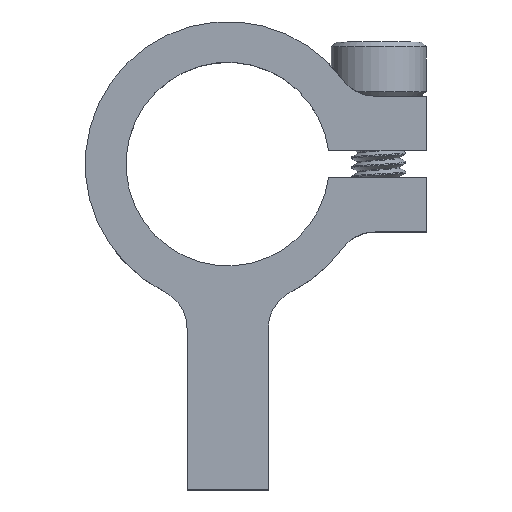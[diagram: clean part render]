
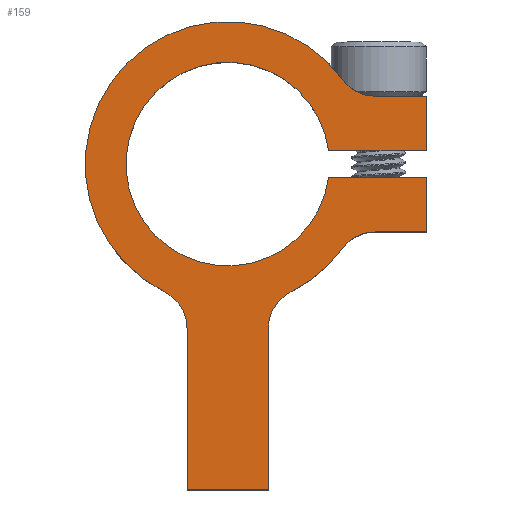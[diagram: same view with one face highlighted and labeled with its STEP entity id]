
A CAD part, top view. The second image highlights one B-rep face of the part: STEP entity #159.
In plain terms, the highlighted planar face has unit normal (0, 0, 1).
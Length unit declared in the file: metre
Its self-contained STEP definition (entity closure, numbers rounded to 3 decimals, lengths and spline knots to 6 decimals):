
#159 = ADVANCED_FACE( '', ( #329 ), #330, .T. );
#329 = FACE_OUTER_BOUND( '', #527, .T. );
#330 = PLANE( '', #528 );
#527 = EDGE_LOOP( '', ( #2556, #2557, #2558, #2559, #2560, #2561, #2562, #2563, #2564, #2565, #2566, #2567, #2568, #2569, #2570, #2571 ) );
#528 = AXIS2_PLACEMENT_3D( '', #2572, #2573, #2574 );
#2556 = ORIENTED_EDGE( '', *, *, #2904, .F. );
#2557 = ORIENTED_EDGE( '', *, *, #2920, .T. );
#2558 = ORIENTED_EDGE( '', *, *, #2948, .F. );
#2559 = ORIENTED_EDGE( '', *, *, #2959, .F. );
#2560 = ORIENTED_EDGE( '', *, *, #2960, .T. );
#2561 = ORIENTED_EDGE( '', *, *, #2961, .T. );
#2562 = ORIENTED_EDGE( '', *, *, #2962, .F. );
#2563 = ORIENTED_EDGE( '', *, *, #2890, .T. );
#2564 = ORIENTED_EDGE( '', *, *, #2927, .F. );
#2565 = ORIENTED_EDGE( '', *, *, #2963, .T. );
#2566 = ORIENTED_EDGE( '', *, *, #2884, .T. );
#2567 = ORIENTED_EDGE( '', *, *, #2964, .F. );
#2568 = ORIENTED_EDGE( '', *, *, #2879, .F. );
#2569 = ORIENTED_EDGE( '', *, *, #2965, .T. );
#2570 = ORIENTED_EDGE( '', *, *, #2966, .T. );
#2571 = ORIENTED_EDGE( '', *, *, #2967, .T. );
#2572 = CARTESIAN_POINT( '', ( 0., 0., 0.008 ) );
#2573 = DIRECTION( '', ( 0., 0., 1. ) );
#2574 = DIRECTION( '', ( 0., -1., 0. ) );
#2879 = EDGE_CURVE( '', #3071, #3073, #3074, .T. );
#2884 = EDGE_CURVE( '', #3082, #3080, #3083, .T. );
#2890 = EDGE_CURVE( '', #3087, #3091, #3093, .T. );
#2904 = EDGE_CURVE( '', #3116, #3118, #3119, .T. );
#2920 = EDGE_CURVE( '', #3116, #3141, #3143, .T. );
#2927 = EDGE_CURVE( '', #3154, #3091, #3156, .T. );
#2948 = EDGE_CURVE( '', #3187, #3141, #3189, .T. );
#2959 = EDGE_CURVE( '', #3205, #3187, #3206, .T. );
#2960 = EDGE_CURVE( '', #3205, #3207, #3208, .T. );
#2961 = EDGE_CURVE( '', #3207, #3209, #3210, .T. );
#2962 = EDGE_CURVE( '', #3087, #3209, #3211, .T. );
#2963 = EDGE_CURVE( '', #3154, #3082, #3212, .T. );
#2964 = EDGE_CURVE( '', #3073, #3080, #3213, .T. );
#2965 = EDGE_CURVE( '', #3071, #3214, #3215, .T. );
#2966 = EDGE_CURVE( '', #3214, #3216, #3217, .T. );
#2967 = EDGE_CURVE( '', #3216, #3118, #3218, .T. );
#3071 = VERTEX_POINT( '', #3351 );
#3073 = VERTEX_POINT( '', #3354 );
#3074 = CIRCLE( '', #3355, 0.0075 );
#3080 = VERTEX_POINT( '', #3363 );
#3082 = VERTEX_POINT( '', #3366 );
#3083 = LINE( '', #3367, #3368 );
#3087 = VERTEX_POINT( '', #3373 );
#3091 = VERTEX_POINT( '', #3378 );
#3093 = CIRCLE( '', #3381, 0.0105 );
#3116 = VERTEX_POINT( '', #3782 );
#3118 = VERTEX_POINT( '', #3785 );
#3119 = CIRCLE( '', #3786, 0.003 );
#3141 = VERTEX_POINT( '', #4055 );
#3143 = CIRCLE( '', #4058, 0.0105 );
#3154 = VERTEX_POINT( '', #4089 );
#3156 = CIRCLE( '', #4092, 0.003 );
#3187 = VERTEX_POINT( '', #4174 );
#3189 = CIRCLE( '', #4177, 0.003 );
#3205 = VERTEX_POINT( '', #4412 );
#3206 = LINE( '', #4413, #4414 );
#3207 = VERTEX_POINT( '', #4415 );
#3208 = LINE( '', #4416, #4417 );
#3209 = VERTEX_POINT( '', #4418 );
#3210 = LINE( '', #4419, #4420 );
#3211 = CIRCLE( '', #4421, 0.003 );
#3212 = LINE( '', #4422, #4423 );
#3213 = LINE( '', #4424, #4425 );
#3214 = VERTEX_POINT( '', #4426 );
#3215 = LINE( '', #4427, #4428 );
#3216 = VERTEX_POINT( '', #4429 );
#3217 = LINE( '', #4430, #4431 );
#3218 = LINE( '', #4432, #4433 );
#3351 = CARTESIAN_POINT( '', ( 0.007433, 0.001, 0.008 ) );
#3354 = CARTESIAN_POINT( '', ( 0.007433, -0.001, 0.008 ) );
#3355 = AXIS2_PLACEMENT_3D( '', #5418, #5419, #5420 );
#3363 = CARTESIAN_POINT( '', ( 0.014633, -0.001, 0.008 ) );
#3366 = CARTESIAN_POINT( '', ( 0.014633, -0.005, 0.008 ) );
#3367 = CARTESIAN_POINT( '', ( 0.014633, -0.001, 0.008 ) );
#3368 = VECTOR( '', #5424, 1. );
#3373 = CARTESIAN_POINT( '', ( 0.004667, -0.009406, 0.008 ) );
#3378 = CARTESIAN_POINT( '', ( 0.008458, -0.006222, 0.008 ) );
#3381 = AXIS2_PLACEMENT_3D( '', #5431, #5432, #5433 );
#3782 = CARTESIAN_POINT( '', ( 0.008458, 0.006222, 0.008 ) );
#3785 = CARTESIAN_POINT( '', ( 0.010874, 0.005, 0.008 ) );
#3786 = AXIS2_PLACEMENT_3D( '', #5446, #5447, #5448 );
#4055 = CARTESIAN_POINT( '', ( -0.004667, -0.009406, 0.008 ) );
#4058 = AXIS2_PLACEMENT_3D( '', #5466, #5467, #5468 );
#4089 = CARTESIAN_POINT( '', ( 0.010874, -0.005, 0.008 ) );
#4092 = AXIS2_PLACEMENT_3D( '', #5470, #5471, #5472 );
#4174 = CARTESIAN_POINT( '', ( -0.003, -0.012093, 0.008 ) );
#4177 = AXIS2_PLACEMENT_3D( '', #5498, #5499, #5500 );
#4412 = CARTESIAN_POINT( '', ( -0.003, -0.024, 0.008 ) );
#4413 = CARTESIAN_POINT( '', ( -0.003, 0., 0.008 ) );
#4414 = VECTOR( '', #5509, 1. );
#4415 = CARTESIAN_POINT( '', ( 0.003, -0.024, 0.008 ) );
#4416 = CARTESIAN_POINT( '', ( 0., -0.024, 0.008 ) );
#4417 = VECTOR( '', #5510, 1. );
#4418 = CARTESIAN_POINT( '', ( 0.003, -0.012093, 0.008 ) );
#4419 = CARTESIAN_POINT( '', ( 0.003, 0., 0.008 ) );
#4420 = VECTOR( '', #5511, 1. );
#4421 = AXIS2_PLACEMENT_3D( '', #5512, #5513, #5514 );
#4422 = CARTESIAN_POINT( '', ( 0.014633, -0.005, 0.008 ) );
#4423 = VECTOR( '', #5515, 1. );
#4424 = CARTESIAN_POINT( '', ( 0., -0.001, 0.008 ) );
#4425 = VECTOR( '', #5516, 1. );
#4426 = CARTESIAN_POINT( '', ( 0.014633, 0.001, 0.008 ) );
#4427 = CARTESIAN_POINT( '', ( 0., 0.001, 0.008 ) );
#4428 = VECTOR( '', #5517, 1. );
#4429 = CARTESIAN_POINT( '', ( 0.014633, 0.005, 0.008 ) );
#4430 = CARTESIAN_POINT( '', ( 0.014633, 0.001, 0.008 ) );
#4431 = VECTOR( '', #5518, 1. );
#4432 = CARTESIAN_POINT( '', ( 0.014633, 0.005, 0.008 ) );
#4433 = VECTOR( '', #5519, 1. );
#5418 = CARTESIAN_POINT( '', ( 0., 0., 0.008 ) );
#5419 = DIRECTION( '', ( 0., 0., 1. ) );
#5420 = DIRECTION( '', ( 0., -1., 0. ) );
#5424 = DIRECTION( '', ( 0., 1., 0. ) );
#5431 = CARTESIAN_POINT( '', ( 0., 0., 0.008 ) );
#5432 = DIRECTION( '', ( 0., 0., 1. ) );
#5433 = DIRECTION( '', ( 0., -1., 0. ) );
#5446 = CARTESIAN_POINT( '', ( 0.010874, 0.008, 0.008 ) );
#5447 = DIRECTION( '', ( 0., 0., 1. ) );
#5448 = DIRECTION( '', ( 0., -1., 0. ) );
#5466 = CARTESIAN_POINT( '', ( 0., 0., 0.008 ) );
#5467 = DIRECTION( '', ( 0., 0., 1. ) );
#5468 = DIRECTION( '', ( 0., -1., 0. ) );
#5470 = CARTESIAN_POINT( '', ( 0.010874, -0.008, 0.008 ) );
#5471 = DIRECTION( '', ( 0., 0., 1. ) );
#5472 = DIRECTION( '', ( 0., -1., 0. ) );
#5498 = CARTESIAN_POINT( '', ( -0.006, -0.012093, 0.008 ) );
#5499 = DIRECTION( '', ( 0., 0., 1. ) );
#5500 = DIRECTION( '', ( 0., -1., 0. ) );
#5509 = DIRECTION( '', ( 0., 1., 0. ) );
#5510 = DIRECTION( '', ( 1., 0., 0. ) );
#5511 = DIRECTION( '', ( 0., 1., 0. ) );
#5512 = CARTESIAN_POINT( '', ( 0.006, -0.012093, 0.008 ) );
#5513 = DIRECTION( '', ( 0., 0., 1. ) );
#5514 = DIRECTION( '', ( 0., -1., 0. ) );
#5515 = DIRECTION( '', ( 1., 0., 0. ) );
#5516 = DIRECTION( '', ( 1., 0., 0. ) );
#5517 = DIRECTION( '', ( 1., 0., 0. ) );
#5518 = DIRECTION( '', ( 0., 1., 0. ) );
#5519 = DIRECTION( '', ( -1., 0., 0. ) );
